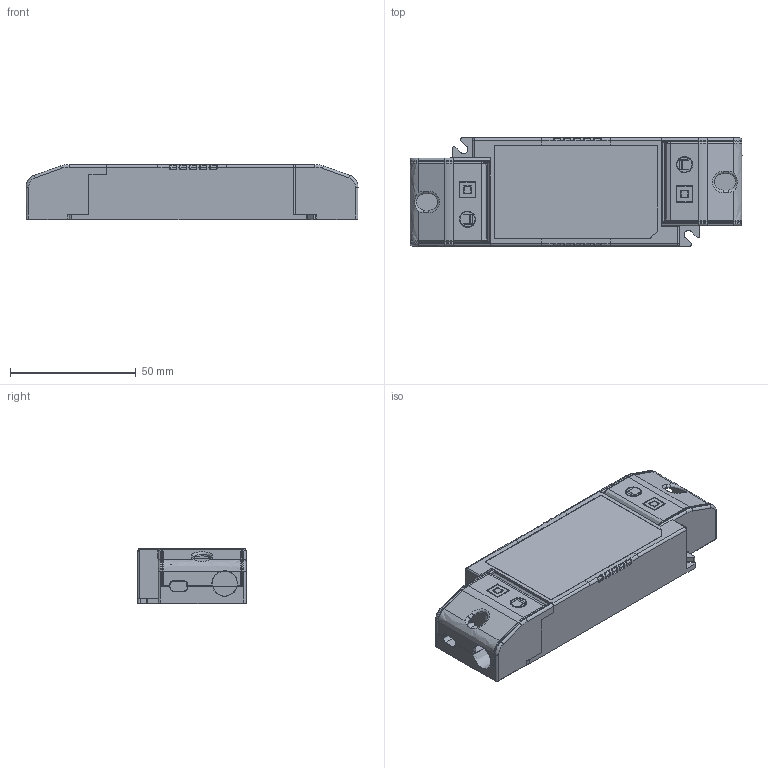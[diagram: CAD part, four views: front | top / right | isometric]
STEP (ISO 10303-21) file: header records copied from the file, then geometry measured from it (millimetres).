
FILE_DESCRIPTION(/* description */ (''),/* implementation_level */ '2;1');
FILE_NAME(/* name */ '1',/* time_stamp */ '2023-05-26T16:40:01+08:00',/* author */ (''),/* organization */ (''),/* preprocessor_version */ 'ST-DEVELOPER v16.5',/* originating_system */ '',/* authorisation */ '');
FILE_SCHEMA (('AUTOMOTIVE_DESIGN'));
Length unit declared in the file: millimetre
Products named in the file (1): Document
Bounding box: 132 x 43 x 22.15 mm (x, y, z)
Volume: 92299 mm3; surface area: 29918.8 mm2
Topology: 5 solids, 5 shells, 946 faces, 2470 edges, 1538 vertices
Faces by surface type: bspline 549, plane 397
Entity records: 41246 total; most frequent: CARTESIAN_POINT 26107, ORIENTED_EDGE 4940, EDGE_CURVE 2470, B_SPLINE_CURVE_WITH_KNOTS 1896, VERTEX_POINT 1538, EDGE_LOOP 966, ADVANCED_FACE 946, FACE_OUTER_BOUND 946
